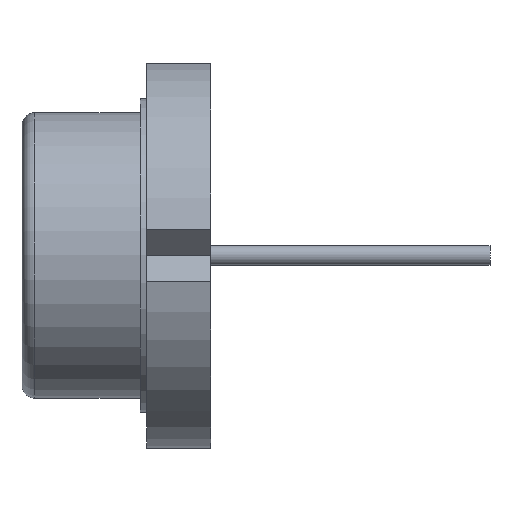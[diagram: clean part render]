
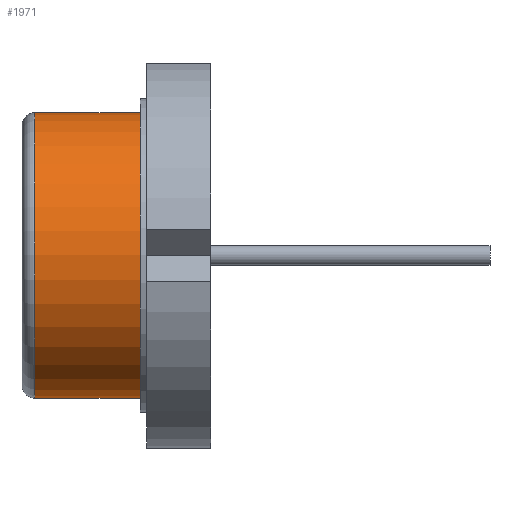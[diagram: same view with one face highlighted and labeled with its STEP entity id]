
A CAD part, left-side view. The second image highlights one B-rep face of the part: STEP entity #1971.
In plain terms, the highlighted cylindrical face has radius 3.325 mm (diameter 6.65 mm), a partial arc.
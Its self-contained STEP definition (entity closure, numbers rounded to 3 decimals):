
#655 = VERTEX_POINT('',#656);
#656 = CARTESIAN_POINT('',(0.,4.1,-3.325));
#657 = VERTEX_POINT('',#658);
#658 = CARTESIAN_POINT('',(0.,4.1,3.325));
#678 = CYLINDRICAL_SURFACE('',#679,3.325);
#679 = AXIS2_PLACEMENT_3D('',#680,#681,#682);
#680 = CARTESIAN_POINT('',(0.,4.4,0.));
#681 = DIRECTION('',(-0.,-1.,-0.));
#682 = DIRECTION('',(0.,0.,-1.));
#707 = TOROIDAL_SURFACE('',#708,3.025,0.3);
#708 = AXIS2_PLACEMENT_3D('',#709,#710,#711);
#709 = CARTESIAN_POINT('',(0.,4.1,0.));
#710 = DIRECTION('',(0.,1.,0.));
#711 = DIRECTION('',(0.,-0.,1.));
#769 = EDGE_CURVE('',#657,#770,#772,.T.);
#770 = VERTEX_POINT('',#771);
#771 = CARTESIAN_POINT('',(0.,1.65,3.325));
#772 = SURFACE_CURVE('',#773,(#777,#784),.PCURVE_S1.);
#773 = LINE('',#774,#775);
#774 = CARTESIAN_POINT('',(0.,4.4,3.325));
#775 = VECTOR('',#776,1.);
#776 = DIRECTION('',(-0.,-1.,-0.));
#777 = PCURVE('',#678,#778);
#778 = DEFINITIONAL_REPRESENTATION('',(#779),#783);
#779 = LINE('',#780,#781);
#780 = CARTESIAN_POINT('',(3.142,0.));
#781 = VECTOR('',#782,1.);
#782 = DIRECTION('',(0.,1.));
#783 = ( GEOMETRIC_REPRESENTATION_CONTEXT(2) 
PARAMETRIC_REPRESENTATION_CONTEXT() REPRESENTATION_CONTEXT('2D SPACE',''
  ) );
#784 = PCURVE('',#785,#790);
#785 = CYLINDRICAL_SURFACE('',#786,3.325);
#786 = AXIS2_PLACEMENT_3D('',#787,#788,#789);
#787 = CARTESIAN_POINT('',(0.,4.4,0.));
#788 = DIRECTION('',(-0.,-1.,-0.));
#789 = DIRECTION('',(0.,0.,-1.));
#790 = DEFINITIONAL_REPRESENTATION('',(#791),#795);
#791 = LINE('',#792,#793);
#792 = CARTESIAN_POINT('',(3.142,0.));
#793 = VECTOR('',#794,1.);
#794 = DIRECTION('',(0.,1.));
#795 = ( GEOMETRIC_REPRESENTATION_CONTEXT(2) 
PARAMETRIC_REPRESENTATION_CONTEXT() REPRESENTATION_CONTEXT('2D SPACE',''
  ) );
#798 = VERTEX_POINT('',#799);
#799 = CARTESIAN_POINT('',(0.,1.65,-3.325));
#814 = PLANE('',#815);
#815 = AXIS2_PLACEMENT_3D('',#816,#817,#818);
#816 = CARTESIAN_POINT('',(0.,1.65,0.));
#817 = DIRECTION('',(0.,1.,0.));
#818 = DIRECTION('',(0.,-0.,1.));
#826 = EDGE_CURVE('',#655,#798,#827,.T.);
#827 = SURFACE_CURVE('',#828,(#832,#839),.PCURVE_S1.);
#828 = LINE('',#829,#830);
#829 = CARTESIAN_POINT('',(0.,4.4,-3.325));
#830 = VECTOR('',#831,1.);
#831 = DIRECTION('',(-0.,-1.,-0.));
#832 = PCURVE('',#678,#833);
#833 = DEFINITIONAL_REPRESENTATION('',(#834),#838);
#834 = LINE('',#835,#836);
#835 = CARTESIAN_POINT('',(0.,0.));
#836 = VECTOR('',#837,1.);
#837 = DIRECTION('',(0.,1.));
#838 = ( GEOMETRIC_REPRESENTATION_CONTEXT(2) 
PARAMETRIC_REPRESENTATION_CONTEXT() REPRESENTATION_CONTEXT('2D SPACE',''
  ) );
#839 = PCURVE('',#785,#840);
#840 = DEFINITIONAL_REPRESENTATION('',(#841),#845);
#841 = LINE('',#842,#843);
#842 = CARTESIAN_POINT('',(6.283,0.));
#843 = VECTOR('',#844,1.);
#844 = DIRECTION('',(0.,1.));
#845 = ( GEOMETRIC_REPRESENTATION_CONTEXT(2) 
PARAMETRIC_REPRESENTATION_CONTEXT() REPRESENTATION_CONTEXT('2D SPACE',''
  ) );
#1945 = EDGE_CURVE('',#798,#770,#1946,.T.);
#1946 = SURFACE_CURVE('',#1947,(#1952,#1959),.PCURVE_S1.);
#1947 = CIRCLE('',#1948,3.325);
#1948 = AXIS2_PLACEMENT_3D('',#1949,#1950,#1951);
#1949 = CARTESIAN_POINT('',(0.,1.65,0.));
#1950 = DIRECTION('',(0.,1.,0.));
#1951 = DIRECTION('',(0.,-0.,1.));
#1952 = PCURVE('',#814,#1953);
#1953 = DEFINITIONAL_REPRESENTATION('',(#1954),#1958);
#1954 = CIRCLE('',#1955,3.325);
#1955 = AXIS2_PLACEMENT_2D('',#1956,#1957);
#1956 = CARTESIAN_POINT('',(0.,0.));
#1957 = DIRECTION('',(1.,0.));
#1958 = ( GEOMETRIC_REPRESENTATION_CONTEXT(2) 
PARAMETRIC_REPRESENTATION_CONTEXT() REPRESENTATION_CONTEXT('2D SPACE',''
  ) );
#1959 = PCURVE('',#785,#1960);
#1960 = DEFINITIONAL_REPRESENTATION('',(#1961),#1965);
#1961 = LINE('',#1962,#1963);
#1962 = CARTESIAN_POINT('',(9.425,2.75));
#1963 = VECTOR('',#1964,1.);
#1964 = DIRECTION('',(-1.,0.));
#1965 = ( GEOMETRIC_REPRESENTATION_CONTEXT(2) 
PARAMETRIC_REPRESENTATION_CONTEXT() REPRESENTATION_CONTEXT('2D SPACE',''
  ) );
#1971 = ADVANCED_FACE('',(#1972),#785,.T.);
#1972 = FACE_BOUND('',#1973,.T.);
#1973 = EDGE_LOOP('',(#1974,#1975,#1997,#1998));
#1974 = ORIENTED_EDGE('',*,*,#769,.F.);
#1975 = ORIENTED_EDGE('',*,*,#1976,.T.);
#1976 = EDGE_CURVE('',#657,#655,#1977,.T.);
#1977 = SURFACE_CURVE('',#1978,(#1983,#1990),.PCURVE_S1.);
#1978 = CIRCLE('',#1979,3.325);
#1979 = AXIS2_PLACEMENT_3D('',#1980,#1981,#1982);
#1980 = CARTESIAN_POINT('',(0.,4.1,0.));
#1981 = DIRECTION('',(0.,-1.,0.));
#1982 = DIRECTION('',(0.,0.,1.));
#1983 = PCURVE('',#785,#1984);
#1984 = DEFINITIONAL_REPRESENTATION('',(#1985),#1989);
#1985 = LINE('',#1986,#1987);
#1986 = CARTESIAN_POINT('',(3.142,0.3));
#1987 = VECTOR('',#1988,1.);
#1988 = DIRECTION('',(1.,0.));
#1989 = ( GEOMETRIC_REPRESENTATION_CONTEXT(2) 
PARAMETRIC_REPRESENTATION_CONTEXT() REPRESENTATION_CONTEXT('2D SPACE',''
  ) );
#1990 = PCURVE('',#707,#1991);
#1991 = DEFINITIONAL_REPRESENTATION('',(#1992),#1996);
#1992 = LINE('',#1993,#1994);
#1993 = CARTESIAN_POINT('',(6.283,0.));
#1994 = VECTOR('',#1995,1.);
#1995 = DIRECTION('',(-1.,0.));
#1996 = ( GEOMETRIC_REPRESENTATION_CONTEXT(2) 
PARAMETRIC_REPRESENTATION_CONTEXT() REPRESENTATION_CONTEXT('2D SPACE',''
  ) );
#1997 = ORIENTED_EDGE('',*,*,#826,.T.);
#1998 = ORIENTED_EDGE('',*,*,#1945,.T.);
